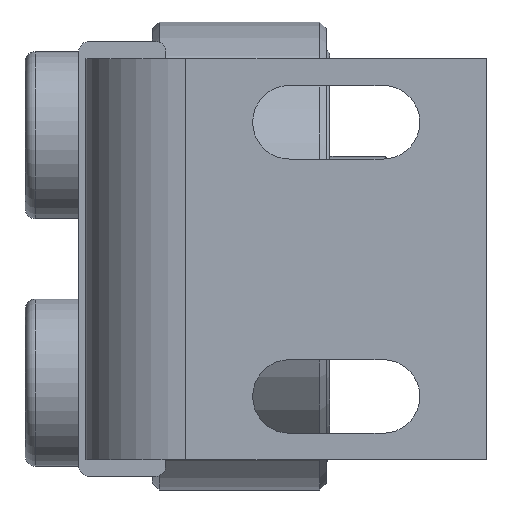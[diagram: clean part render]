
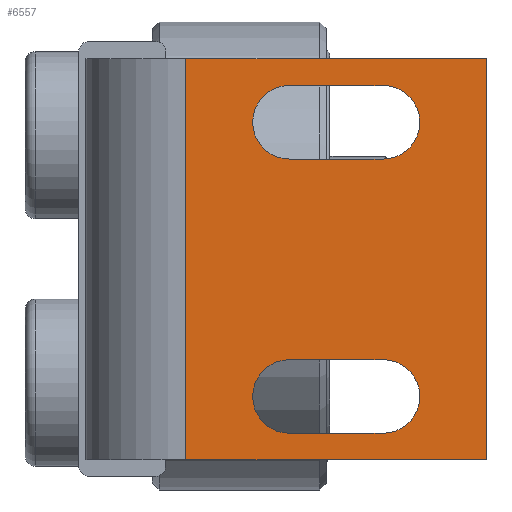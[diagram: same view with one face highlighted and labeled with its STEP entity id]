
A CAD part, left-side view. The second image highlights one B-rep face of the part: STEP entity #6557.
In plain terms, the highlighted planar face has unit normal (-1, 0, 0).
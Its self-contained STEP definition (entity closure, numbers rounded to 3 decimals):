
#323=FACE_BOUND('',#1020,.T.);
#324=FACE_BOUND('',#1021,.T.);
#399=PLANE('',#6991);
#635=FACE_OUTER_BOUND('',#1019,.T.);
#1019=EDGE_LOOP('',(#4317,#4318,#4319,#4320));
#1020=EDGE_LOOP('',(#4321,#4322,#4323,#4324));
#1021=EDGE_LOOP('',(#4325,#4326,#4327,#4328));
#1543=LINE('',#10128,#1942);
#1548=LINE('',#10142,#1947);
#1551=LINE('',#10152,#1950);
#1556=LINE('',#10166,#1955);
#1559=LINE('',#10176,#1958);
#1560=LINE('',#10178,#1959);
#1561=LINE('',#10180,#1960);
#1562=LINE('',#10181,#1961);
#1942=VECTOR('',#7897,10.);
#1947=VECTOR('',#7910,10.);
#1950=VECTOR('',#7921,10.);
#1955=VECTOR('',#7934,10.);
#1958=VECTOR('',#7945,10.);
#1959=VECTOR('',#7946,10.);
#1960=VECTOR('',#7947,10.);
#1961=VECTOR('',#7948,10.);
#2335=CIRCLE('',#6977,5.5);
#2337=CIRCLE('',#6981,5.5);
#2339=CIRCLE('',#6985,5.5);
#2341=CIRCLE('',#6989,5.5);
#2631=VERTEX_POINT('',#10126);
#2632=VERTEX_POINT('',#10127);
#2635=VERTEX_POINT('',#10135);
#2637=VERTEX_POINT('',#10141);
#2639=VERTEX_POINT('',#10150);
#2640=VERTEX_POINT('',#10151);
#2643=VERTEX_POINT('',#10159);
#2645=VERTEX_POINT('',#10165);
#2647=VERTEX_POINT('',#10174);
#2648=VERTEX_POINT('',#10175);
#2649=VERTEX_POINT('',#10177);
#2650=VERTEX_POINT('',#10179);
#3298=EDGE_CURVE('',#2631,#2632,#1543,.T.);
#3302=EDGE_CURVE('',#2632,#2635,#2335,.T.);
#3305=EDGE_CURVE('',#2635,#2637,#1548,.T.);
#3308=EDGE_CURVE('',#2637,#2631,#2337,.T.);
#3310=EDGE_CURVE('',#2639,#2640,#1551,.T.);
#3314=EDGE_CURVE('',#2640,#2643,#2339,.T.);
#3317=EDGE_CURVE('',#2643,#2645,#1556,.T.);
#3320=EDGE_CURVE('',#2645,#2639,#2341,.T.);
#3322=EDGE_CURVE('',#2647,#2648,#1559,.T.);
#3323=EDGE_CURVE('',#2649,#2648,#1560,.T.);
#3324=EDGE_CURVE('',#2649,#2650,#1561,.T.);
#3325=EDGE_CURVE('',#2650,#2647,#1562,.T.);
#4317=ORIENTED_EDGE('',*,*,#3322,.T.);
#4318=ORIENTED_EDGE('',*,*,#3323,.F.);
#4319=ORIENTED_EDGE('',*,*,#3324,.T.);
#4320=ORIENTED_EDGE('',*,*,#3325,.T.);
#4321=ORIENTED_EDGE('',*,*,#3305,.T.);
#4322=ORIENTED_EDGE('',*,*,#3308,.T.);
#4323=ORIENTED_EDGE('',*,*,#3298,.T.);
#4324=ORIENTED_EDGE('',*,*,#3302,.T.);
#4325=ORIENTED_EDGE('',*,*,#3317,.T.);
#4326=ORIENTED_EDGE('',*,*,#3320,.T.);
#4327=ORIENTED_EDGE('',*,*,#3310,.T.);
#4328=ORIENTED_EDGE('',*,*,#3314,.T.);
#6557=ADVANCED_FACE('',(#635,#323,#324),#399,.T.);
#6977=AXIS2_PLACEMENT_3D('',#10136,#7903,#7904);
#6981=AXIS2_PLACEMENT_3D('',#10147,#7915,#7916);
#6985=AXIS2_PLACEMENT_3D('',#10160,#7927,#7928);
#6989=AXIS2_PLACEMENT_3D('',#10171,#7939,#7940);
#6991=AXIS2_PLACEMENT_3D('',#10173,#7943,#7944);
#7897=DIRECTION('',(0.,1.,0.));
#7903=DIRECTION('center_axis',(1.,0.,0.));
#7904=DIRECTION('ref_axis',(0.,0.,-1.));
#7910=DIRECTION('',(0.,-1.,0.));
#7915=DIRECTION('center_axis',(1.,0.,0.));
#7916=DIRECTION('ref_axis',(0.,0.,
1.));
#7921=DIRECTION('',(0.,1.,0.));
#7927=DIRECTION('center_axis',(1.,0.,0.));
#7928=DIRECTION('ref_axis',(0.,0.,-1.));
#7934=DIRECTION('',(0.,-1.,0.));
#7939=DIRECTION('center_axis',(1.,0.,0.));
#7940=DIRECTION('ref_axis',(0.,0.,
1.));
#7943=DIRECTION('center_axis',(-1.,0.,0.));
#7944=DIRECTION('ref_axis',(0.,0.,1.));
#7945=DIRECTION('',(0.,1.,0.));
#7946=DIRECTION('',(0.,0.,1.));
#7947=DIRECTION('',(0.,-1.,0.));
#7948=DIRECTION('',(0.,0.,1.));
#10126=CARTESIAN_POINT('',(-65.,-14.5,-26.));
#10127=CARTESIAN_POINT('',(-65.,-0.5,-26.));
#10128=CARTESIAN_POINT('',(-65.,-22.25,-26.));
#10135=CARTESIAN_POINT('',(-65.,-0.5,-15.));
#10136=CARTESIAN_POINT('Origin',(-65.,-0.5,-20.5));
#10141=CARTESIAN_POINT('',(-65.,-14.5,-15.));
#10142=CARTESIAN_POINT('',(-65.,-15.25,-15.));
#10147=CARTESIAN_POINT('Origin',(-65.,-14.5,-20.5));
#10150=CARTESIAN_POINT('',(-65.,-14.5,15.));
#10151=CARTESIAN_POINT('',(-65.,-0.5,15.));
#10152=CARTESIAN_POINT('',(-65.,-22.25,15.));
#10159=CARTESIAN_POINT('',(-65.,-0.5,26.));
#10160=CARTESIAN_POINT('Origin',(-65.,-0.5,20.5));
#10165=CARTESIAN_POINT('',(-65.,-14.5,26.));
#10166=CARTESIAN_POINT('',(-65.,-15.25,26.));
#10171=CARTESIAN_POINT('Origin',(-65.,-14.5,20.5));
#10173=CARTESIAN_POINT('Origin',(-65.,-30.,-30.));
#10174=CARTESIAN_POINT('',(-65.,-30.,30.));
#10175=CARTESIAN_POINT('',(-65.,15.,30.));
#10176=CARTESIAN_POINT('',(-65.,15.,30.));
#10177=CARTESIAN_POINT('',(-65.,15.,-30.));
#10178=CARTESIAN_POINT('',(-65.,15.,-30.));
#10179=CARTESIAN_POINT('',(-65.,-30.,-30.));
#10180=CARTESIAN_POINT('',(-65.,15.,-30.));
#10181=CARTESIAN_POINT('',(-65.,-30.,-30.));
